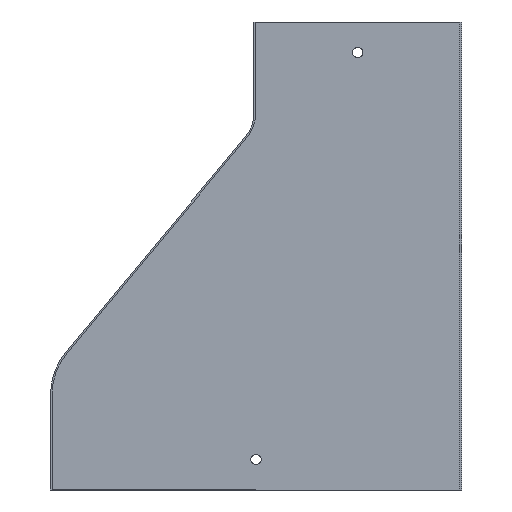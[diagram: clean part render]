
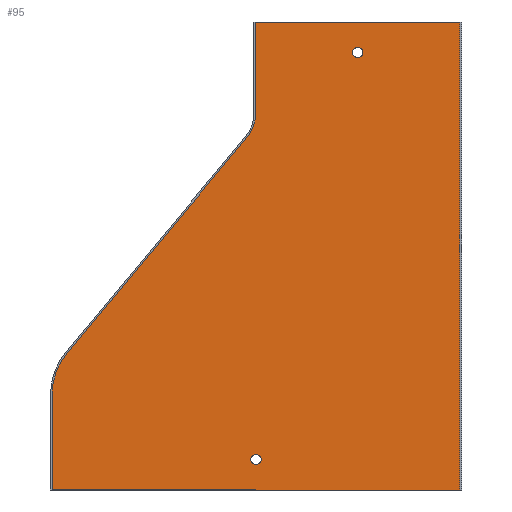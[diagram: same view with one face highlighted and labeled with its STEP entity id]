
A CAD part, front view. The second image highlights one B-rep face of the part: STEP entity #95.
In plain terms, the highlighted planar face has unit normal (0, -1, 0).
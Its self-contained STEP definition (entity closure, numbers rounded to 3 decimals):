
#1 = CARTESIAN_POINT ( 'NONE',  ( -202., 0., -230. ) ) ;
#2 = PLANE ( 'NONE',  #690 ) ;
#10 = CARTESIAN_POINT ( 'NONE',  ( -120., 0., -44.863 ) ) ;
#12 = CARTESIAN_POINT ( 'NONE',  ( -0.8, 0., -230. ) ) ;
#14 = CARTESIAN_POINT ( 'NONE',  ( -201.2, 0., -230. ) ) ;
#15 = CARTESIAN_POINT ( 'NONE',  ( -101.2, 0., -44.863 ) ) ;
#16 = CARTESIAN_POINT ( 'NONE',  ( -193.969, 0., -162.991 ) ) ;
#19 = DIRECTION ( 'NONE',  ( 0., 1., 0. ) ) ;
#38 = CARTESIAN_POINT ( 'NONE',  ( -201.2, 0., -182.965 ) ) ;
#53 = CARTESIAN_POINT ( 'NONE',  ( -101.2, 0., 0. ) ) ;
#61 = CARTESIAN_POINT ( 'NONE',  ( -0.8, 0., 0. ) ) ;
#69 = DIRECTION ( 'NONE',  ( 0., 0., 1. ) ) ;
#71 = DIRECTION ( 'NONE',  ( 0., 0., 1. ) ) ;
#74 = CARTESIAN_POINT ( 'NONE',  ( -120., 0., -44.863 ) ) ;
#75 = DIRECTION ( 'NONE',  ( 0., 1., 0. ) ) ;
#90 = CARTESIAN_POINT ( 'NONE',  ( -105.557, 0., -56.898 ) ) ;
#95 = ADVANCED_FACE ( 'NONE', ( #209, #215, #216 ), #2, .F. ) ;
#103 = CIRCLE ( 'NONE', #679, 18.8 ) ;
#115 = VERTEX_POINT ( 'NONE', #53 ) ;
#122 = VERTEX_POINT ( 'NONE', #61 ) ;
#135 = VERTEX_POINT ( 'NONE', #12 ) ;
#136 = VERTEX_POINT ( 'NONE', #14 ) ;
#138 = VERTEX_POINT ( 'NONE', #15 ) ;
#139 = VERTEX_POINT ( 'NONE', #16 ) ;
#142 = VERTEX_POINT ( 'NONE', #38 ) ;
#145 = VERTEX_POINT ( 'NONE', #90 ) ;
#148 = EDGE_LOOP ( 'NONE', ( #262, #183, #258, #257, #259, #184, #254, #255 ) ) ;
#152 = EDGE_LOOP ( 'NONE', ( #260 ) ) ;
#158 = EDGE_LOOP ( 'NONE', ( #261 ) ) ;
#183 = ORIENTED_EDGE ( 'NONE', *, *, #695, .T. ) ;
#184 = ORIENTED_EDGE ( 'NONE', *, *, #668, .T. ) ;
#209 = FACE_BOUND ( 'NONE', #152, .T. ) ;
#215 = FACE_BOUND ( 'NONE', #158, .T. ) ;
#216 = FACE_OUTER_BOUND ( 'NONE', #148, .T. ) ;
#254 = ORIENTED_EDGE ( 'NONE', *, *, #691, .T. ) ;
#255 = ORIENTED_EDGE ( 'NONE', *, *, #697, .T. ) ;
#257 = ORIENTED_EDGE ( 'NONE', *, *, #696, .T. ) ;
#258 = ORIENTED_EDGE ( 'NONE', *, *, #645, .F. ) ;
#259 = ORIENTED_EDGE ( 'NONE', *, *, #617, .T. ) ;
#260 = ORIENTED_EDGE ( 'NONE', *, *, #680, .T. ) ;
#261 = ORIENTED_EDGE ( 'NONE', *, *, #689, .T. ) ;
#262 = ORIENTED_EDGE ( 'NONE', *, *, #630, .F. ) ;
#345 = VERTEX_POINT ( 'NONE', #541 ) ;
#358 = VERTEX_POINT ( 'NONE', #537 ) ;
#366 = VECTOR ( 'NONE', #591, 1000. ) ;
#368 = VECTOR ( 'NONE', #586, 1000. ) ;
#369 = LINE ( 'NONE', #585, #366 ) ;
#370 = VECTOR ( 'NONE', #578, 1000. ) ;
#371 = LINE ( 'NONE', #584, #368 ) ;
#373 = CIRCLE ( 'NONE', #665, 31.2 ) ;
#374 = CIRCLE ( 'NONE', #666, 2.5 ) ;
#377 = LINE ( 'NONE', #579, #370 ) ;
#379 = CIRCLE ( 'NONE', #671, 2.5 ) ;
#384 = VECTOR ( 'NONE', #582, 1000. ) ;
#387 = LINE ( 'NONE', #588, #384 ) ;
#400 = VECTOR ( 'NONE', #476, 1000. ) ;
#403 = LINE ( 'NONE', #520, #400 ) ;
#433 = VECTOR ( 'NONE', #533, 1000. ) ;
#435 = LINE ( 'NONE', #1, #433 ) ;
#460 = DIRECTION ( 'NONE',  ( 0., 1., 0. ) ) ;
#461 = DIRECTION ( 'NONE',  ( 0., 0., 1. ) ) ;
#463 = CARTESIAN_POINT ( 'NONE',  ( -51., 0., -15. ) ) ;
#476 = DIRECTION ( 'NONE',  ( 1., 0., 0. ) ) ;
#520 = CARTESIAN_POINT ( 'NONE',  ( -102., 0., 0. ) ) ;
#533 = DIRECTION ( 'NONE',  ( -1., 0., 0. ) ) ;
#537 = CARTESIAN_POINT ( 'NONE',  ( -51., 0., -12.5 ) ) ;
#541 = CARTESIAN_POINT ( 'NONE',  ( -101., 0., -212.5 ) ) ;
#572 = CARTESIAN_POINT ( 'NONE',  ( -101., 0., -215. ) ) ;
#575 = CARTESIAN_POINT ( 'NONE',  ( -170., 0., -182.965 ) ) ;
#576 = DIRECTION ( 'NONE',  ( 0., 0., 1. ) ) ;
#577 = DIRECTION ( 'NONE',  ( 0., -1., 0. ) ) ;
#578 = DIRECTION ( 'NONE',  ( 0., 0., 1. ) ) ;
#579 = CARTESIAN_POINT ( 'NONE',  ( -0.8, 0., -44.863 ) ) ;
#580 = DIRECTION ( 'NONE',  ( 0., 1., 0. ) ) ;
#581 = DIRECTION ( 'NONE',  ( 0., 0., 1. ) ) ;
#582 = DIRECTION ( 'NONE',  ( -0.64, 0., -0.768 ) ) ;
#584 = CARTESIAN_POINT ( 'NONE',  ( -101.2, 0., -44.863 ) ) ;
#585 = CARTESIAN_POINT ( 'NONE',  ( -201.2, 0., -44.863 ) ) ;
#586 = DIRECTION ( 'NONE',  ( 0., 0., -1. ) ) ;
#588 = CARTESIAN_POINT ( 'NONE',  ( -105.557, 0., -56.898 ) ) ;
#591 = DIRECTION ( 'NONE',  ( 0., 0., -1. ) ) ;
#617 = EDGE_CURVE ( 'NONE', #138, #145, #103, .T. ) ;
#630 = EDGE_CURVE ( 'NONE', #135, #136, #435, .T. ) ;
#645 = EDGE_CURVE ( 'NONE', #115, #122, #403, .T. ) ;
#665 = AXIS2_PLACEMENT_3D ( 'NONE', #575, #577, #576 ) ;
#666 = AXIS2_PLACEMENT_3D ( 'NONE', #572, #580, #581 ) ;
#668 = EDGE_CURVE ( 'NONE', #145, #139, #387, .T. ) ;
#671 = AXIS2_PLACEMENT_3D ( 'NONE', #463, #460, #461 ) ;
#679 = AXIS2_PLACEMENT_3D ( 'NONE', #74, #75, #71 ) ;
#680 = EDGE_CURVE ( 'NONE', #358, #358, #379, .T. ) ;
#689 = EDGE_CURVE ( 'NONE', #345, #345, #374, .T. ) ;
#690 = AXIS2_PLACEMENT_3D ( 'NONE', #10, #19, #69 ) ;
#691 = EDGE_CURVE ( 'NONE', #139, #142, #373, .T. ) ;
#695 = EDGE_CURVE ( 'NONE', #135, #122, #377, .T. ) ;
#696 = EDGE_CURVE ( 'NONE', #115, #138, #371, .T. ) ;
#697 = EDGE_CURVE ( 'NONE', #142, #136, #369, .T. ) ;
